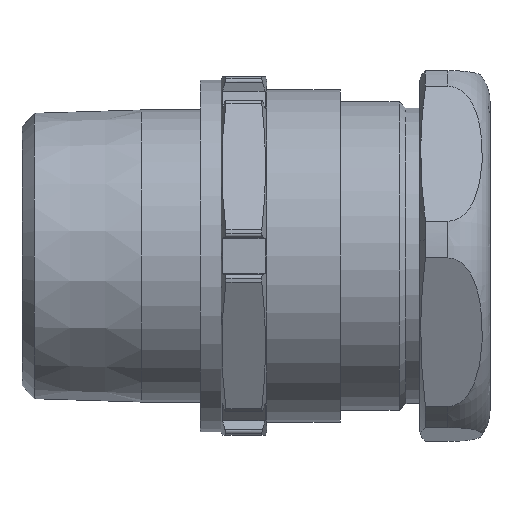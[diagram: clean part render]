
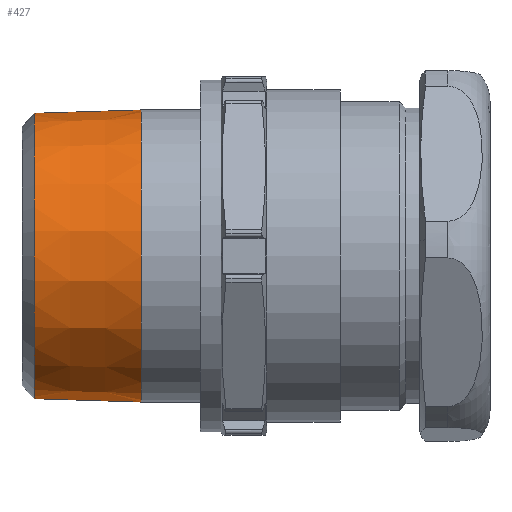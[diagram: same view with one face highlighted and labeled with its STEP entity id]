
A CAD part, front view. The second image highlights one B-rep face of the part: STEP entity #427.
In plain terms, the highlighted conical face has half-angle 1.78 degrees and reference radius 20.662 mm.
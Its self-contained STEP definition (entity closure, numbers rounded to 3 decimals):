
#7 = DIRECTION ( 'NONE',  ( 0., 0., -1. ) ) ;
#244 = CARTESIAN_POINT ( 'NONE',  ( 17.3, 0., -21.2 ) ) ;
#369 = EDGE_CURVE ( 'NONE', #2937, #2528, #2806, .T. ) ;
#427 = ADVANCED_FACE ( 'NONE', ( #2654 ), #3692, .T. ) ;
#429 = ORIENTED_EDGE ( 'NONE', *, *, #1504, .T. ) ;
#622 = AXIS2_PLACEMENT_3D ( 'NONE', #1058, #1045, #1080 ) ;
#697 = LINE ( 'NONE', #2853, #3238 ) ;
#703 = EDGE_LOOP ( 'NONE', ( #967, #3035, #429, #1597 ) ) ;
#967 = ORIENTED_EDGE ( 'NONE', *, *, #369, .F. ) ;
#982 = DIRECTION ( 'NONE',  ( -1., 0., 0. ) ) ;
#1045 = DIRECTION ( 'NONE',  ( 1., 0., 0. ) ) ;
#1058 = CARTESIAN_POINT ( 'NONE',  ( 1.759, 0., 0. ) ) ;
#1080 = DIRECTION ( 'NONE',  ( 0., 0., -1. ) ) ;
#1180 = CIRCLE ( 'NONE', #622, 20.717 ) ;
#1504 = EDGE_CURVE ( 'NONE', #2400, #1636, #697, .T. ) ;
#1573 = VECTOR ( 'NONE', #3701, 1000. ) ;
#1597 = ORIENTED_EDGE ( 'NONE', *, *, #3982, .T. ) ;
#1636 = VERTEX_POINT ( 'NONE', #244 ) ;
#1673 = CARTESIAN_POINT ( 'NONE',  ( 0., 0., 20.662 ) ) ;
#1747 = CIRCLE ( 'NONE', #2738, 21.2 ) ;
#1801 = AXIS2_PLACEMENT_3D ( 'NONE', #3041, #2329, #7 ) ;
#2329 = DIRECTION ( 'NONE',  ( 1., 0., 0. ) ) ;
#2400 = VERTEX_POINT ( 'NONE', #2435 ) ;
#2435 = CARTESIAN_POINT ( 'NONE',  ( 1.759, 0., -20.717 ) ) ;
#2528 = VERTEX_POINT ( 'NONE', #3500 ) ;
#2639 = CARTESIAN_POINT ( 'NONE',  ( 1.759, 0., 20.717 ) ) ;
#2654 = FACE_OUTER_BOUND ( 'NONE', #703, .T. ) ;
#2663 = CARTESIAN_POINT ( 'NONE',  ( 17.3, 0., 0. ) ) ;
#2738 = AXIS2_PLACEMENT_3D ( 'NONE', #2663, #982, #2987 ) ;
#2806 = LINE ( 'NONE', #1673, #1573 ) ;
#2853 = CARTESIAN_POINT ( 'NONE',  ( 0., 0., -20.662 ) ) ;
#2937 = VERTEX_POINT ( 'NONE', #2639 ) ;
#2987 = DIRECTION ( 'NONE',  ( 0., 0., 1. ) ) ;
#3035 = ORIENTED_EDGE ( 'NONE', *, *, #4070, .T. ) ;
#3041 = CARTESIAN_POINT ( 'NONE',  ( 0., 0., 0. ) ) ;
#3238 = VECTOR ( 'NONE', #3849, 1000. ) ;
#3500 = CARTESIAN_POINT ( 'NONE',  ( 17.3, 0., 21.2 ) ) ;
#3692 = CONICAL_SURFACE ( 'NONE', #1801, 20.662, 0.031 ) ;
#3701 = DIRECTION ( 'NONE',  ( 1., 0., 0.031 ) ) ;
#3849 = DIRECTION ( 'NONE',  ( 1., 0., -0.031 ) ) ;
#3982 = EDGE_CURVE ( 'NONE', #1636, #2528, #1747, .T. ) ;
#4070 = EDGE_CURVE ( 'NONE', #2937, #2400, #1180, .T. ) ;
